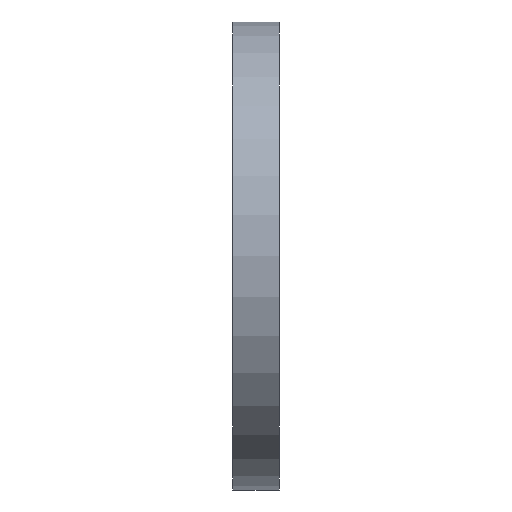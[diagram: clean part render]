
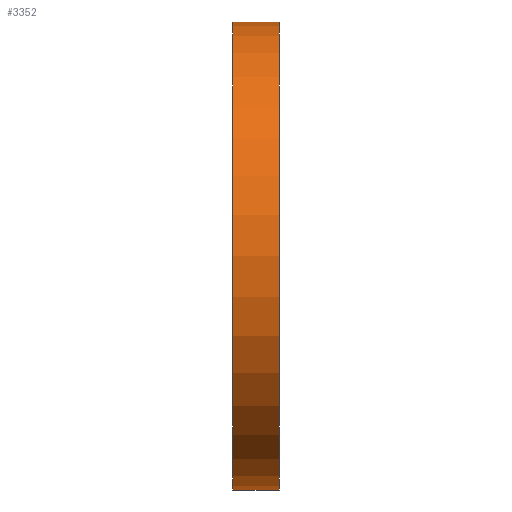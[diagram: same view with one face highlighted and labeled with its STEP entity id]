
A CAD part, left-side view. The second image highlights one B-rep face of the part: STEP entity #3352.
In plain terms, the highlighted cylindrical face has radius 50 mm (diameter 100 mm), a partial arc.
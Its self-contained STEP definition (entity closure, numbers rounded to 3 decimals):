
#116 = DIRECTION ( 'NONE',  ( 0., 0., -1. ) ) ;
#245 = ORIENTED_EDGE ( 'NONE', *, *, #10235, .T. ) ;
#410 = FACE_OUTER_BOUND ( 'NONE', #10729, .T. ) ;
#497 = DIRECTION ( 'NONE',  ( 0., 0., 1. ) ) ;
#636 = CARTESIAN_POINT ( 'NONE',  ( 0., 0., 0. ) ) ;
#726 = VERTEX_POINT ( 'NONE', #7716 ) ;
#1247 = DIRECTION ( 'NONE',  ( 0., -1., 0. ) ) ;
#1410 = CIRCLE ( 'NONE', #10893, 50. ) ;
#2439 = DIRECTION ( 'NONE',  ( 0., 1., 0. ) ) ;
#2611 = VECTOR ( 'NONE', #1247, 1000. ) ;
#2717 = EDGE_CURVE ( 'NONE', #8874, #726, #8606, .T. ) ;
#3091 = CARTESIAN_POINT ( 'NONE',  ( 0., 10., 0. ) ) ;
#3352 = ADVANCED_FACE ( 'NONE', ( #410 ), #6915, .T. ) ;
#3771 = CARTESIAN_POINT ( 'NONE',  ( 0., 10., 0. ) ) ;
#4035 = ORIENTED_EDGE ( 'NONE', *, *, #9384, .F. ) ;
#5642 = DIRECTION ( 'NONE',  ( 0., -1., 0. ) ) ;
#5676 = CARTESIAN_POINT ( 'NONE',  ( 0., 0., 50. ) ) ;
#6300 = ORIENTED_EDGE ( 'NONE', *, *, #2717, .T. ) ;
#6663 = CARTESIAN_POINT ( 'NONE',  ( 0., 10., -50. ) ) ;
#6704 = DIRECTION ( 'NONE',  ( 0., 1., 0. ) ) ;
#6915 = CYLINDRICAL_SURFACE ( 'NONE', #9978, 50. ) ;
#7502 = VECTOR ( 'NONE', #5642, 1000. ) ;
#7716 = CARTESIAN_POINT ( 'NONE',  ( 0., 0., -50. ) ) ;
#7764 = ORIENTED_EDGE ( 'NONE', *, *, #10017, .F. ) ;
#7819 = DIRECTION ( 'NONE',  ( 0., 0., 1. ) ) ;
#8051 = DIRECTION ( 'NONE',  ( 0., -1., 0. ) ) ;
#8606 = LINE ( 'NONE', #6663, #2611 ) ;
#8874 = VERTEX_POINT ( 'NONE', #9318 ) ;
#9068 = CARTESIAN_POINT ( 'NONE',  ( 0., 10., 50. ) ) ;
#9318 = CARTESIAN_POINT ( 'NONE',  ( 0., 10., -50. ) ) ;
#9384 = EDGE_CURVE ( 'NONE', #8874, #9887, #11005, .T. ) ;
#9712 = VERTEX_POINT ( 'NONE', #5676 ) ;
#9887 = VERTEX_POINT ( 'NONE', #10817 ) ;
#9978 = AXIS2_PLACEMENT_3D ( 'NONE', #3771, #8051, #116 ) ;
#10017 = EDGE_CURVE ( 'NONE', #9887, #9712, #10159, .T. ) ;
#10159 = LINE ( 'NONE', #9068, #7502 ) ;
#10235 = EDGE_CURVE ( 'NONE', #726, #9712, #1410, .T. ) ;
#10590 = AXIS2_PLACEMENT_3D ( 'NONE', #3091, #6704, #497 ) ;
#10729 = EDGE_LOOP ( 'NONE', ( #7764, #4035, #6300, #245 ) ) ;
#10817 = CARTESIAN_POINT ( 'NONE',  ( 0., 10., 50. ) ) ;
#10893 = AXIS2_PLACEMENT_3D ( 'NONE', #636, #2439, #7819 ) ;
#11005 = CIRCLE ( 'NONE', #10590, 50. ) ;
